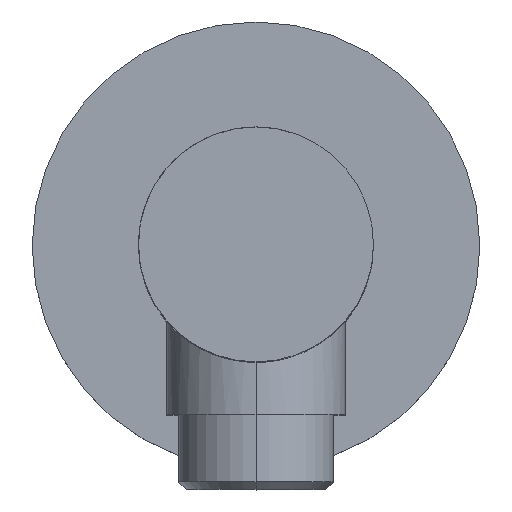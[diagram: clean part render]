
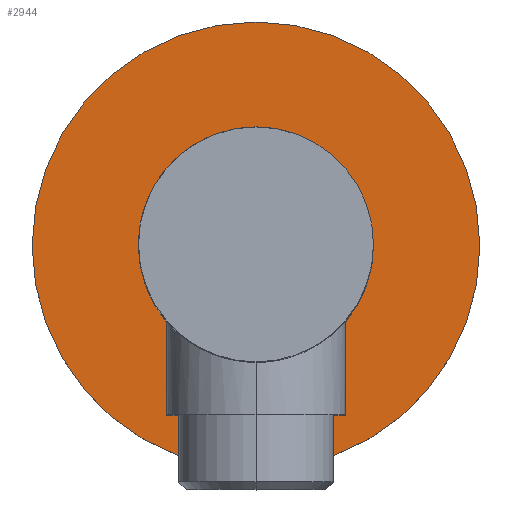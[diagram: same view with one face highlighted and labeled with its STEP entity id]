
A CAD part, top view. The second image highlights one B-rep face of the part: STEP entity #2944.
In plain terms, the highlighted planar face has unit normal (0, 0, 1).
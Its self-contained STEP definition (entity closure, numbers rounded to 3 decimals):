
#89=CARTESIAN_POINT('',(0.,0.,0.));
#90=DIRECTION('',(0.,0.,1.));
#91=DIRECTION('',(-1.,0.,0.));
#92=AXIS2_PLACEMENT_3D('',#89,#90,#91);
#94=CARTESIAN_POINT('',(0.,0.,0.));
#95=DIRECTION('',(0.,0.,-1.));
#96=DIRECTION('',(-1.,0.,0.));
#97=AXIS2_PLACEMENT_3D('',#94,#95,#96);
#192=CARTESIAN_POINT('',(0.,0.,0.));
#193=DIRECTION('',(0.,0.,1.));
#194=DIRECTION('',(0.,1.,0.));
#195=AXIS2_PLACEMENT_3D('',#192,#193,#194);
#197=CARTESIAN_POINT('',(0.,0.,0.));
#198=DIRECTION('',(0.,0.,1.));
#199=DIRECTION('',(0.,-1.,0.));
#200=AXIS2_PLACEMENT_3D('',#197,#198,#199);
#2567=CARTESIAN_POINT('',(-30.,0.,0.));
#2569=VERTEX_POINT('',#2567);
#2571=CARTESIAN_POINT('',(30.,0.,0.));
#2573=VERTEX_POINT('',#2571);
#2594=CARTESIAN_POINT('',(0.,15.75,0.));
#2595=CARTESIAN_POINT('',(0.,-15.75,0.));
#2596=VERTEX_POINT('',#2594);
#2597=VERTEX_POINT('',#2595);
#2929=CARTESIAN_POINT('',(0.,0.,0.));
#2930=DIRECTION('',(0.,0.,-1.));
#2931=DIRECTION('',(1.,0.,0.));
#2932=AXIS2_PLACEMENT_3D('',#2929,#2930,#2931);
#2933=PLANE('',#2932);
#2934=ORIENTED_EDGE('',*,*,#2915,.F.);
#2935=ORIENTED_EDGE('',*,*,#2897,.T.);
#2936=EDGE_LOOP('',(#2934,#2935));
#2937=FACE_OUTER_BOUND('',#2936,.F.);
#2939=ORIENTED_EDGE('',*,*,#2938,.T.);
#2941=ORIENTED_EDGE('',*,*,#2940,.T.);
#2942=EDGE_LOOP('',(#2939,#2941));
#2943=FACE_BOUND('',#2942,.F.);
#2944=ADVANCED_FACE('',(#2937,#2943),#2933,.F.);
#93=CIRCLE('',#92,30.);
#98=CIRCLE('',#97,30.);
#196=CIRCLE('',#195,15.75);
#201=CIRCLE('',#200,15.75);
#2897=EDGE_CURVE('',#2569,#2573,#98,.T.);
#2915=EDGE_CURVE('',#2569,#2573,#93,.T.);
#2938=EDGE_CURVE('',#2596,#2597,#196,.T.);
#2940=EDGE_CURVE('',#2597,#2596,#201,.T.);
